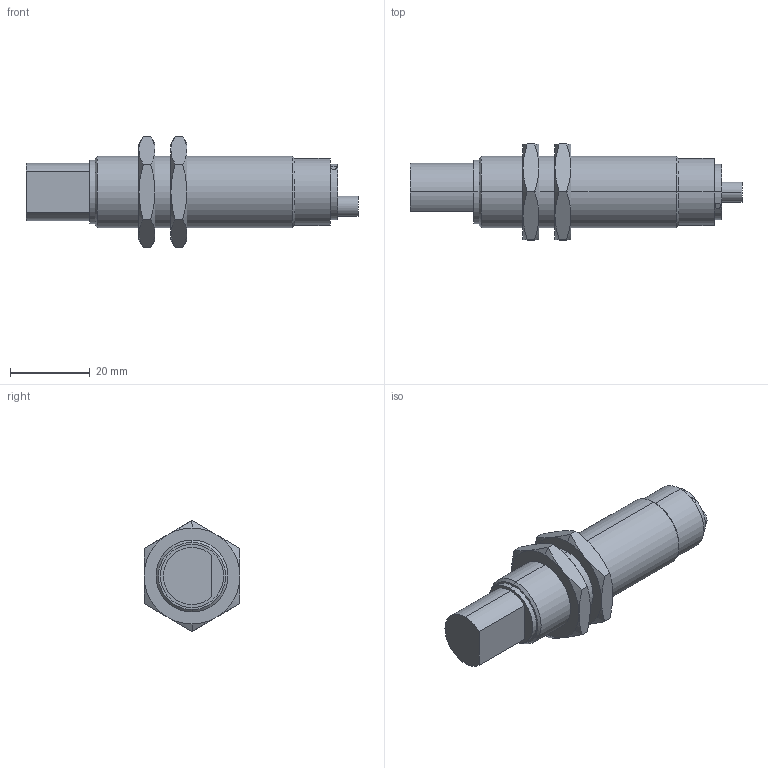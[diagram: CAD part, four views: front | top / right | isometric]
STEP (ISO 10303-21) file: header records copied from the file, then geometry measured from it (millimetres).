
FILE_DESCRIPTION(('starvars output'),'2;1');
FILE_NAME('cv20200406101311000011910.stp','10:13:11 2020/04/06',( 'Thomas Industrial Network Germany GmbH'),( 'Thomas Industrial Network Germany GmbH'),'unknown preprocess','ACIS' ,'unknown authorization');
FILE_SCHEMA(('AUTOMOTIVE_DESIGN_CC2 {UNKNOWN IMPLEMENTATION LEVEL}'));
Length unit declared in the file: millimetre
Products named in the file (1): PRODUCT_ID_1
Bounding box: 83.08 x 24 x 27.71 mm (x, y, z)
Volume: 19501.5 mm3; surface area: 5781.9 mm2
Topology: 1 solids, 1 shells, 79 faces, 167 edges, 99 vertices
Faces by surface type: cone 36, plane 24, cylinder 19
Entity records: 2341 total; most frequent: CARTESIAN_POINT 386, ORIENTED_EDGE 334, EDGE_CURVE 167, DIRECTION 164, VERTEX_POINT 99, EDGE_LOOP 88, FACE_BOUND 88, STYLED_ITEM 80
